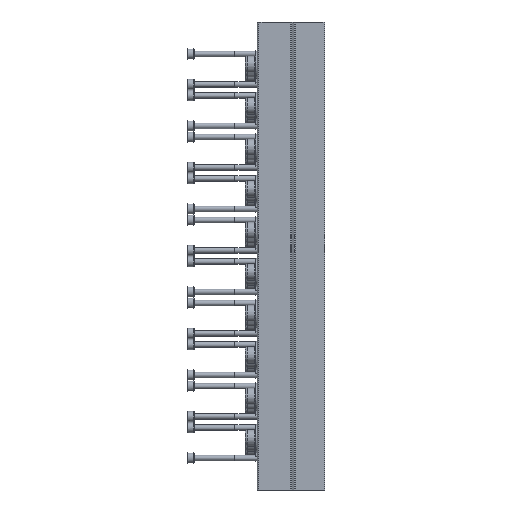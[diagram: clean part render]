
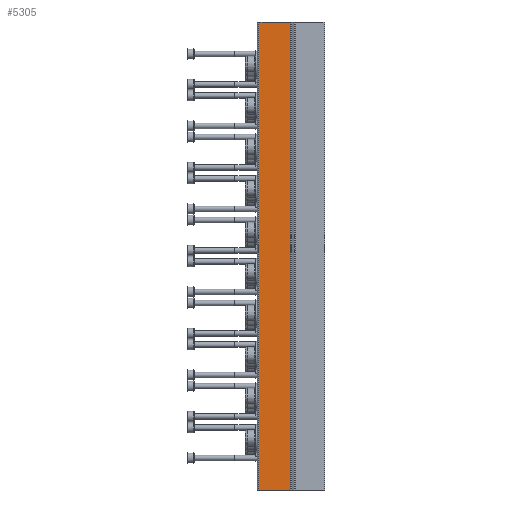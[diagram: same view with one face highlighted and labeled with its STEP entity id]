
A CAD part, left-side view. The second image highlights one B-rep face of the part: STEP entity #5305.
In plain terms, the highlighted planar face has unit normal (-1, 0, 0).
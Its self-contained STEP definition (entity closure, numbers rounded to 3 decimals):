
#278=PLANE('',#5715);
#844=ORIENTED_EDGE('',*,*,#2184,.F.);
#845=ORIENTED_EDGE('',*,*,#2183,.F.);
#846=ORIENTED_EDGE('',*,*,#2185,.T.);
#847=ORIENTED_EDGE('',*,*,#2186,.T.);
#2183=EDGE_CURVE('',#2853,#2851,#3345,.T.);
#2184=EDGE_CURVE('',#2851,#2854,#3346,.T.);
#2185=EDGE_CURVE('',#2853,#2855,#3347,.T.);
#2186=EDGE_CURVE('',#2855,#2854,#3348,.T.);
#2851=VERTEX_POINT('',#8796);
#2853=VERTEX_POINT('',#8800);
#2854=VERTEX_POINT('',#8804);
#2855=VERTEX_POINT('',#8806);
#3345=LINE('',#8801,#3650);
#3346=LINE('',#8803,#3651);
#3347=LINE('',#8805,#3652);
#3348=LINE('',#8807,#3653);
#3650=VECTOR('',#6459,1000.);
#3651=VECTOR('',#6462,1000.);
#3652=VECTOR('',#6463,1000.);
#3653=VECTOR('',#6464,1000.);
#3971=EDGE_LOOP('',(#844,#845,#846,#847));
#4584=FACE_BOUND('',#3971,.T.);
#5305=ADVANCED_FACE('',(#4584),#278,.T.);
#5715=AXIS2_PLACEMENT_3D('',#8802,#6460,#6461);
#6459=DIRECTION('',(0.,0.,1.));
#6460=DIRECTION('',(-1.,0.,0.));
#6461=DIRECTION('',(0.,0.,1.));
#6462=DIRECTION('',(0.,-1.,0.));
#6463=DIRECTION('',(0.,-1.,0.));
#6464=DIRECTION('',(0.,0.,1.));
#8796=CARTESIAN_POINT('',(-32.1,35.,0.));
#8800=CARTESIAN_POINT('',(-32.1,35.,-248.));
#8801=CARTESIAN_POINT('',(-32.1,35.,-248.));
#8802=CARTESIAN_POINT('',(-32.1,35.,-248.));
#8803=CARTESIAN_POINT('',(-32.1,35.,0.));
#8804=CARTESIAN_POINT('',(-32.1,18.111,0.));
#8805=CARTESIAN_POINT('',(-32.1,35.,-248.));
#8806=CARTESIAN_POINT('',(-32.1,18.111,-248.));
#8807=CARTESIAN_POINT('',(-32.1,18.111,-248.));
